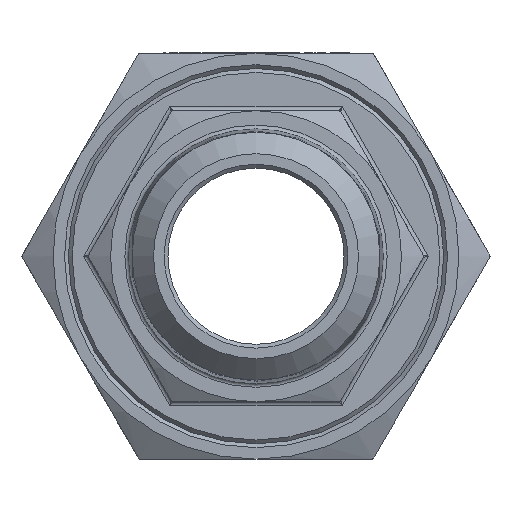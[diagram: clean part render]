
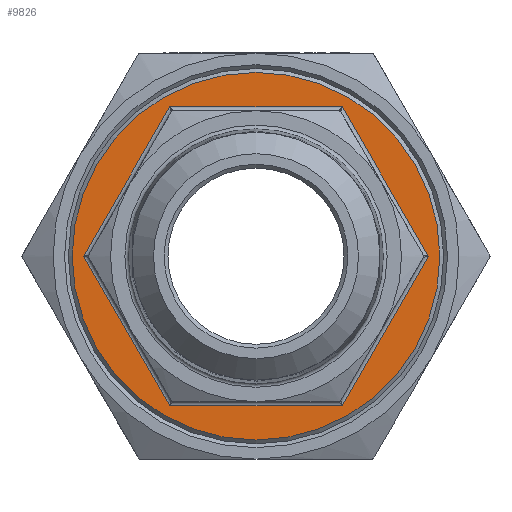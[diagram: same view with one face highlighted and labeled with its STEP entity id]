
A CAD part, left-side view. The second image highlights one B-rep face of the part: STEP entity #9826.
In plain terms, the highlighted planar face has unit normal (-1, 0, 0).
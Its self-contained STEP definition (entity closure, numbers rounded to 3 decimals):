
#786 = EDGE_CURVE ( 'NONE', #8963, #8261, #1748, .T. ) ;
#820 = EDGE_CURVE ( 'NONE', #8930, #8553, #1876, .T. ) ;
#822 = EDGE_CURVE ( 'NONE', #13563, #13563, #9985, .T. ) ;
#828 = EDGE_CURVE ( 'NONE', #8261, #8930, #1862, .T. ) ;
#1516 = ORIENTED_EDGE ( 'NONE', *, *, #9728, .F. ) ;
#1540 = ORIENTED_EDGE ( 'NONE', *, *, #9678, .F. ) ;
#1549 = ORIENTED_EDGE ( 'NONE', *, *, #786, .F. ) ;
#1568 = ORIENTED_EDGE ( 'NONE', *, *, #9635, .F. ) ;
#1569 = ORIENTED_EDGE ( 'NONE', *, *, #820, .F. ) ;
#1603 = ORIENTED_EDGE ( 'NONE', *, *, #828, .F. ) ;
#1610 = ORIENTED_EDGE ( 'NONE', *, *, #822, .T. ) ;
#1722 = CARTESIAN_POINT ( 'NONE',  ( -9.05, -19.63, 5. ) ) ;
#1733 = DIRECTION ( 'NONE',  ( 0., 0.5, 0.866 ) ) ;
#1748 = LINE ( 'NONE', #1722, #10061 ) ;
#1850 = CARTESIAN_POINT ( 'NONE',  ( -9.05, 0., 0. ) ) ;
#1851 = DIRECTION ( 'NONE',  ( 0., 0., 1. ) ) ;
#1856 = DIRECTION ( 'NONE',  ( 0., 0.5, -0.866 ) ) ;
#1862 = LINE ( 'NONE', #1863, #9980 ) ;
#1863 = CARTESIAN_POINT ( 'NONE',  ( -9.05, -5.485, 19.5 ) ) ;
#1865 = CARTESIAN_POINT ( 'NONE',  ( -9.05, 14.145, 14.5 ) ) ;
#1866 = DIRECTION ( 'NONE',  ( 0., 1., 0. ) ) ;
#1869 = DIRECTION ( 'NONE',  ( -1., 0., 0. ) ) ;
#1876 = LINE ( 'NONE', #1865, #10082 ) ;
#1904 = EDGE_LOOP ( 'NONE', ( #1610 ) ) ;
#1950 = EDGE_LOOP ( 'NONE', ( #1540, #1569, #1603, #1549, #1568, #1516 ) ) ;
#4012 = CARTESIAN_POINT ( 'NONE',  ( -9.05, 11.258, -19.5 ) ) ;
#4029 = CARTESIAN_POINT ( 'NONE',  ( -9.05, 22.517, 0. ) ) ;
#4032 = CARTESIAN_POINT ( 'NONE',  ( -9.05, 11.258, 19.5 ) ) ;
#4112 = CARTESIAN_POINT ( 'NONE',  ( -9.05, -22.517, 0. ) ) ;
#4684 = CARTESIAN_POINT ( 'NONE',  ( -9.05, -11.258, -19.5 ) ) ;
#4854 = CARTESIAN_POINT ( 'NONE',  ( -9.05, -11.258, 19.5 ) ) ;
#7565 = LINE ( 'NONE', #7592, #10137 ) ;
#7583 = DIRECTION ( 'NONE',  ( 0., -1., 0. ) ) ;
#7592 = CARTESIAN_POINT ( 'NONE',  ( -9.05, 5.485, -19.5 ) ) ;
#8261 = VERTEX_POINT ( 'NONE', #4854 ) ;
#8475 = VERTEX_POINT ( 'NONE', #4684 ) ;
#8553 = VERTEX_POINT ( 'NONE', #4029 ) ;
#8570 = VERTEX_POINT ( 'NONE', #4012 ) ;
#8930 = VERTEX_POINT ( 'NONE', #4032 ) ;
#8963 = VERTEX_POINT ( 'NONE', #4112 ) ;
#9635 = EDGE_CURVE ( 'NONE', #8475, #8963, #10205, .T. ) ;
#9678 = EDGE_CURVE ( 'NONE', #8553, #8570, #10326, .T. ) ;
#9728 = EDGE_CURVE ( 'NONE', #8570, #8475, #7565, .T. ) ;
#9826 = ADVANCED_FACE ( 'NONE', ( #12024, #12016 ), #12027, .F. ) ;
#9980 = VECTOR ( 'NONE', #1866, 1000. ) ;
#9985 = CIRCLE ( 'NONE', #10005, 24. ) ;
#10005 = AXIS2_PLACEMENT_3D ( 'NONE', #1850, #1869, #1851 ) ;
#10061 = VECTOR ( 'NONE', #1733, 1000. ) ;
#10082 = VECTOR ( 'NONE', #1856, 1000. ) ;
#10137 = VECTOR ( 'NONE', #7583, 1000. ) ;
#10176 = CARTESIAN_POINT ( 'NONE',  ( -9.05, -14.145, -14.5 ) ) ;
#10205 = LINE ( 'NONE', #10176, #12772 ) ;
#10206 = DIRECTION ( 'NONE',  ( 0., -0.5, 0.866 ) ) ;
#10312 = CARTESIAN_POINT ( 'NONE',  ( -9.05, 19.63, -5. ) ) ;
#10320 = DIRECTION ( 'NONE',  ( 0., -0.5, -0.866 ) ) ;
#10326 = LINE ( 'NONE', #10312, #12806 ) ;
#12016 = FACE_BOUND ( 'NONE', #1950, .T. ) ;
#12020 = DIRECTION ( 'NONE',  ( 1., 0., 0. ) ) ;
#12024 = FACE_OUTER_BOUND ( 'NONE', #1904, .T. ) ;
#12027 = PLANE ( 'NONE',  #12412 ) ;
#12028 = DIRECTION ( 'NONE',  ( 0., 1., 0. ) ) ;
#12030 = CARTESIAN_POINT ( 'NONE',  ( -9.05, 0., 0. ) ) ;
#12412 = AXIS2_PLACEMENT_3D ( 'NONE', #12030, #12020, #12028 ) ;
#12772 = VECTOR ( 'NONE', #10206, 1000. ) ;
#12806 = VECTOR ( 'NONE', #10320, 1000. ) ;
#13563 = VERTEX_POINT ( 'NONE', #13565 ) ;
#13565 = CARTESIAN_POINT ( 'NONE',  ( -9.05, 0., 24. ) ) ;
